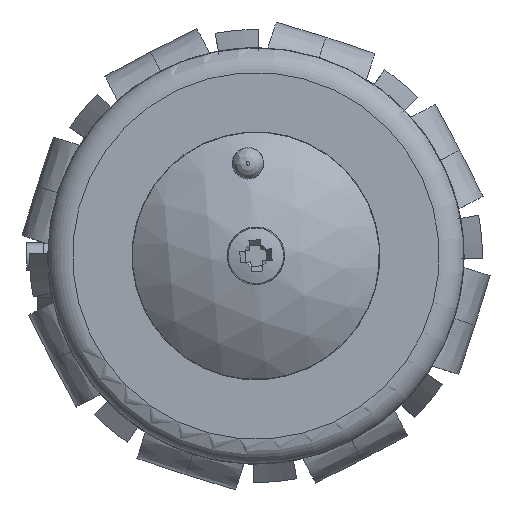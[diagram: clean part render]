
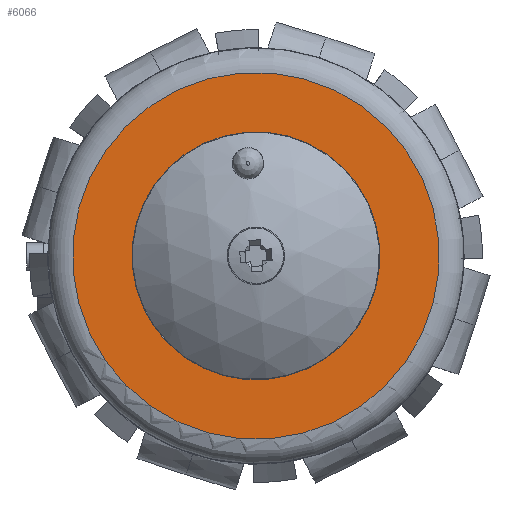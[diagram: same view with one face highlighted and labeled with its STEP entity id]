
A CAD part, top view. The second image highlights one B-rep face of the part: STEP entity #6066.
In plain terms, the highlighted planar face has unit normal (0, 0, 1).
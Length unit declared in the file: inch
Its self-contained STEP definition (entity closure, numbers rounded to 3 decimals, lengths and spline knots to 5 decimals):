
#315=PLANE($,#6586);
#538=FACE_BOUND($,#1206,.T.);
#539=FACE_BOUND($,#1207,.T.);
#1206=EDGE_LOOP($,(#4697));
#1207=EDGE_LOOP($,(#4698));
#2647=CIRCLE($,#6581,0.534);
#2648=CIRCLE($,#6583,0.78985);
#2968=VERTEX_POINT($,#9520);
#2969=VERTEX_POINT($,#9523);
#3620=EDGE_CURVE($,#2968,#2968,#2647,.T.);
#3621=EDGE_CURVE($,#2969,#2969,#2648,.T.);
#4697=ORIENTED_EDGE($,*,*,#3620,.T.);
#4698=ORIENTED_EDGE($,*,*,#3621,.F.);
#6066=ADVANCED_FACE($,(#538,#539),#315,.T.);
#6581=AXIS2_PLACEMENT_3D($,#9521,#7619,#7620);
#6583=AXIS2_PLACEMENT_3D($,#9524,#7623,#7624);
#6586=AXIS2_PLACEMENT_3D($,#9528,#7629,#7630);
#7619=DIRECTION('center_axis',(0.,0.,-1.));
#7620=DIRECTION('ref_axis',(-1.,0.,0.));
#7623=DIRECTION('center_axis',(0.,0.,-1.));
#7624=DIRECTION('ref_axis',(-1.,0.,0.));
#7629=DIRECTION('center_axis',(0.,0.,1.));
#7630=DIRECTION('ref_axis',(1.,0.,0.));
#9520=CARTESIAN_POINT('',(0.534,0.,0.083));
#9521=CARTESIAN_POINT('Origin',(0.,0.,0.083));
#9523=CARTESIAN_POINT('',(0.78985,0.,0.083));
#9524=CARTESIAN_POINT('Origin',(0.,0.,0.083));
#9528=CARTESIAN_POINT('Origin',(0.,0.,
0.083));
